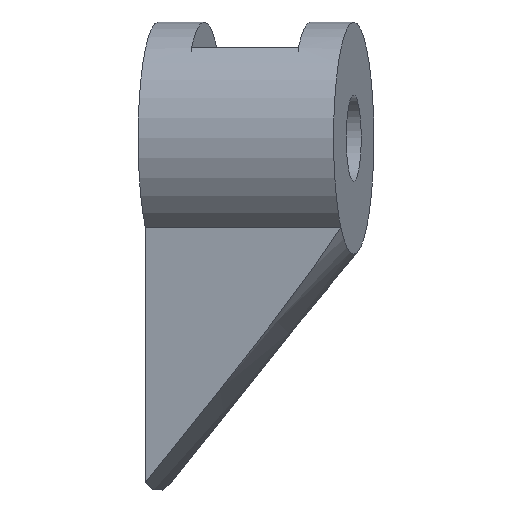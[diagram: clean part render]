
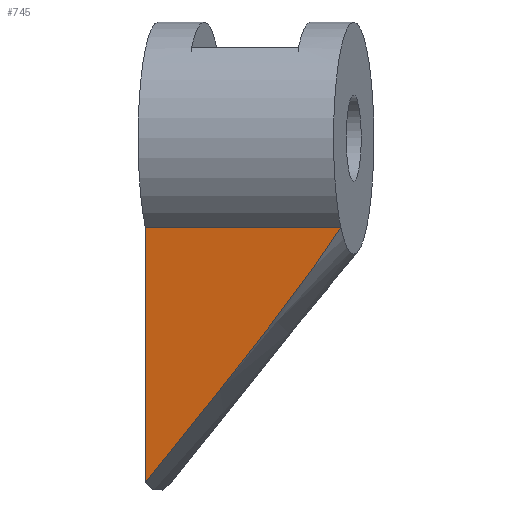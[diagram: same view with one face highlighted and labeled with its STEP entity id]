
A CAD part, front view. The second image highlights one B-rep face of the part: STEP entity #745.
In plain terms, the highlighted planar face has unit normal (-0.174, -0.985, 0).
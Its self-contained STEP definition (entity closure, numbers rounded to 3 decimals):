
#72 = CYLINDRICAL_SURFACE('',#73,4.39);
#73 = AXIS2_PLACEMENT_3D('',#74,#75,#76);
#74 = CARTESIAN_POINT('',(93.064,-16.41,-68.));
#75 = DIRECTION('',(-0.985,0.174,0.));
#76 = DIRECTION('',(0.174,0.985,0.));
#425 = EDGE_CURVE('',#426,#428,#430,.T.);
#426 = VERTEX_POINT('',#427);
#427 = CARTESIAN_POINT('',(99.96,-20.491,-71.363
    ));
#428 = VERTEX_POINT('',#429);
#429 = CARTESIAN_POINT('',(92.574,-19.189,
    -71.363));
#430 = SURFACE_CURVE('',#431,(#435,#441),.PCURVE_S1.);
#431 = LINE('',#432,#433);
#432 = CARTESIAN_POINT('',(99.96,-20.491,-71.363
    ));
#433 = VECTOR('',#434,1.);
#434 = DIRECTION('',(-0.985,0.174,0.));
#435 = PCURVE('',#72,#436);
#436 = DEFINITIONAL_REPRESENTATION('',(#437),#440);
#437 = B_SPLINE_CURVE_WITH_KNOTS('',1,(#438,#439),.UNSPECIFIED.,.F.,.F.,
  (2,2),(0.,7.5),.PIECEWISE_BEZIER_KNOTS.);
#438 = CARTESIAN_POINT('',(-4.014,-7.5));
#439 = CARTESIAN_POINT('',(-4.014,0.));
#440 = ( GEOMETRIC_REPRESENTATION_CONTEXT(2) 
PARAMETRIC_REPRESENTATION_CONTEXT() REPRESENTATION_CONTEXT('2D SPACE',''
  ) );
#441 = PCURVE('',#442,#447);
#442 = PLANE('',#443);
#443 = AXIS2_PLACEMENT_3D('',#444,#445,#446);
#444 = CARTESIAN_POINT('',(107.422,-21.807,
    -71.363));
#445 = DIRECTION('',(-0.174,-0.985,0.));
#446 = DIRECTION('',(0.,0.,-1.));
#447 = DEFINITIONAL_REPRESENTATION('',(#448),#452);
#448 = LINE('',#449,#450);
#449 = CARTESIAN_POINT('',(0.,-7.576));
#450 = VECTOR('',#451,1.);
#451 = DIRECTION('',(0.,-1.));
#452 = ( GEOMETRIC_REPRESENTATION_CONTEXT(2) 
PARAMETRIC_REPRESENTATION_CONTEXT() REPRESENTATION_CONTEXT('2D SPACE',''
  ) );
#470 = PLANE('',#471);
#471 = AXIS2_PLACEMENT_3D('',#472,#473,#474);
#472 = CARTESIAN_POINT('',(93.074,-16.357,
    -73.764));
#473 = DIRECTION('',(-0.985,0.174,0.));
#474 = DIRECTION('',(0.,0.,-1.));
#745 = ADVANCED_FACE('',(#746),#442,.T.);
#746 = FACE_BOUND('',#747,.T.);
#747 = EDGE_LOOP('',(#748,#783,#784));
#748 = ORIENTED_EDGE('',*,*,#749,.F.);
#749 = EDGE_CURVE('',#426,#750,#752,.T.);
#750 = VERTEX_POINT('',#751);
#751 = CARTESIAN_POINT('',(92.574,-19.189,
    -81.026));
#752 = SURFACE_CURVE('',#753,(#758,#765),.PCURVE_S1.);
#753 = HYPERBOLA('',#754,2.368,2.822);
#754 = AXIS2_PLACEMENT_3D('',#755,#756,#757);
#755 = CARTESIAN_POINT('',(103.588,-21.131,-68.));
#756 = DIRECTION('',(-0.174,-0.985,0.
    ));
#757 = DIRECTION('',(-0.985,0.174,0.));
#758 = PCURVE('',#442,#759);
#759 = DEFINITIONAL_REPRESENTATION('',(#760),#764);
#760 = HYPERBOLA('',#761,2.368,2.822);
#761 = AXIS2_PLACEMENT_2D('',#762,#763);
#762 = CARTESIAN_POINT('',(-3.363,-3.893));
#763 = DIRECTION('',(0.,-1.));
#764 = ( GEOMETRIC_REPRESENTATION_CONTEXT(2) 
PARAMETRIC_REPRESENTATION_CONTEXT() REPRESENTATION_CONTEXT('2D SPACE',''
  ) );
#765 = PCURVE('',#766,#771);
#766 = CONICAL_SURFACE('',#767,4.39,0.873);
#767 = AXIS2_PLACEMENT_3D('',#768,#769,#770);
#768 = CARTESIAN_POINT('',(100.45,-17.712,-68.));
#769 = DIRECTION('',(-0.985,0.174,0.));
#770 = DIRECTION('',(0.112,0.633,-0.766));
#771 = DEFINITIONAL_REPRESENTATION('',(#772),#782);
#772 = B_SPLINE_CURVE_WITH_KNOTS('',8,(#773,#774,#775,#776,#777,#778,
    #779,#780,#781),.UNSPECIFIED.,.F.,.F.,(9,9),(1.011,
    2.234),.PIECEWISE_BEZIER_KNOTS.);
#773 = CARTESIAN_POINT('',(1.396,0.));
#774 = CARTESIAN_POINT('',(1.298,0.432));
#775 = CARTESIAN_POINT('',(1.213,0.962));
#776 = CARTESIAN_POINT('',(1.14,1.606));
#777 = CARTESIAN_POINT('',(1.079,2.384));
#778 = CARTESIAN_POINT('',(1.026,3.322));
#779 = CARTESIAN_POINT('',(0.982,4.456));
#780 = CARTESIAN_POINT('',(0.944,5.828));
#781 = CARTESIAN_POINT('',(0.911,7.5));
#782 = ( GEOMETRIC_REPRESENTATION_CONTEXT(2) 
PARAMETRIC_REPRESENTATION_CONTEXT() REPRESENTATION_CONTEXT('2D SPACE',''
  ) );
#783 = ORIENTED_EDGE('',*,*,#425,.T.);
#784 = ORIENTED_EDGE('',*,*,#785,.F.);
#785 = EDGE_CURVE('',#750,#428,#786,.T.);
#786 = SURFACE_CURVE('',#787,(#791,#798),.PCURVE_S1.);
#787 = LINE('',#788,#789);
#788 = CARTESIAN_POINT('',(92.574,-19.189,
    -72.563));
#789 = VECTOR('',#790,1.);
#790 = DIRECTION('',(0.,0.,1.));
#791 = PCURVE('',#442,#792);
#792 = DEFINITIONAL_REPRESENTATION('',(#793),#797);
#793 = LINE('',#794,#795);
#794 = CARTESIAN_POINT('',(1.201,-15.076));
#795 = VECTOR('',#796,1.);
#796 = DIRECTION('',(-1.,0.));
#797 = ( GEOMETRIC_REPRESENTATION_CONTEXT(2) 
PARAMETRIC_REPRESENTATION_CONTEXT() REPRESENTATION_CONTEXT('2D SPACE',''
  ) );
#798 = PCURVE('',#470,#799);
#799 = DEFINITIONAL_REPRESENTATION('',(#800),#804);
#800 = LINE('',#801,#802);
#801 = CARTESIAN_POINT('',(-1.201,2.875));
#802 = VECTOR('',#803,1.);
#803 = DIRECTION('',(-1.,0.));
#804 = ( GEOMETRIC_REPRESENTATION_CONTEXT(2) 
PARAMETRIC_REPRESENTATION_CONTEXT() REPRESENTATION_CONTEXT('2D SPACE',''
  ) );
